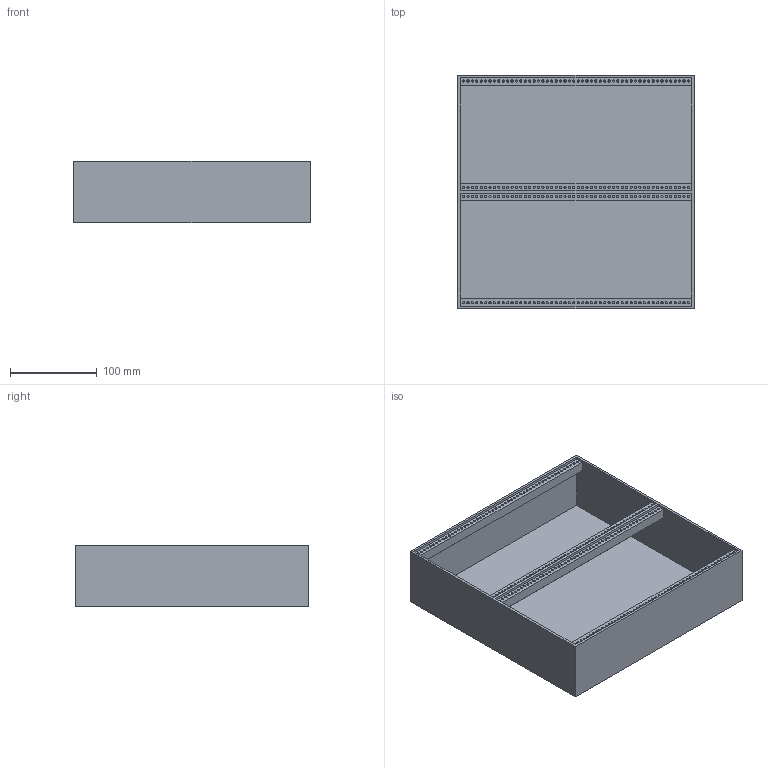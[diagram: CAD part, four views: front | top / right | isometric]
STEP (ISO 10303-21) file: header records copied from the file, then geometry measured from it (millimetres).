
FILE_DESCRIPTION(('HOOPS Exchange Step'),'2;1');
FILE_NAME('6U52hp-71mm-2.5hole.stp','2025-04-22T12:57:22+08:00',('kevin'),('Unknown organisation'),'HOOPS Exchange 2023.2','HOOPS Exchange','Unknown authorisation');
FILE_SCHEMA( ('AP203_CONFIGURATION_CONTROLLED_3D_DESIGN_OF_MECHANICAL_PARTS_AND_ASSEMBLIES_MIM_LF') );
Length unit declared in the file: millimetre
Products named in the file (1): 6U52hp-71mm-2.5hole
Bounding box: 271.9 x 269 x 71 mm (x, y, z)
Volume: 587342 mm3; surface area: 336838.5 mm2
Topology: 1 solids, 1 shells, 456 faces, 939 edges, 697 vertices
Faces by surface type: plane 244, cylinder 212
Full cylindrical faces by diameter (mm): 2.5 x208, 13 x4
Entity records: 12708 total; most frequent: DIRECTION 2489, CARTESIAN_POINT 2093, ORIENTED_EDGE 1878, AXIS2_PLACEMENT_3D 1093, EDGE_CURVE 939, VERTEX_POINT 697, EDGE_LOOP 672, FACE_BOUND 672
